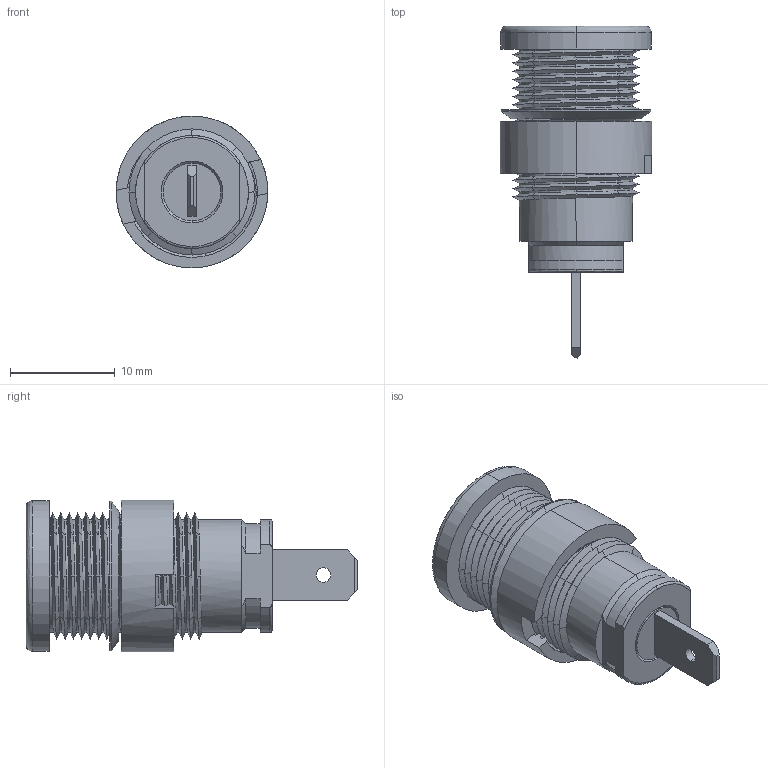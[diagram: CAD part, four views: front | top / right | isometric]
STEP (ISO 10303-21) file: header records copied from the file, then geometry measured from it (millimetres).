
FILE_DESCRIPTION (( 'STEP AP214' ), '1' );
FILE_NAME ('User Library-Banana Plug 4mm Red CT2238.STEP', '2023-11-28T13:57:13', ( '' ), ( '' ), 'SwSTEP 2.0', 'SolidWorks 2022', '' );
FILE_SCHEMA (( 'AUTOMOTIVE_DESIGN' ));
Length unit declared in the file: millimetre
Products named in the file (5): User Library-Stor banan_Stor banan mutter; User Library-Stor banan_Stor banan koppar; User Library-Banana Plug 4mm Red CT2238; User Library-Stor banan_Stor banan; User Library-Stor banan_Stor banan bricka
Assembly tree (4 placements, depth 2):
  User Library-Banana Plug 4mm Red CT2238
    User Library-Stor banan_Stor banan bricka
    User Library-Stor banan_Stor banan mutter
    User Library-Stor banan_Stor banan
    User Library-Stor banan_Stor banan koppar
Bounding box: 14.5 x 31.7 x 14.5 mm (x, y, z)
Volume: 1592.5 mm3; surface area: 4396.8 mm2
Topology: 4 solids, 4 shells, 544 faces, 1305 edges, 775 vertices
Faces by surface type: bspline 408, cylinder 88, plane 37, cone 9, torus 2
Entity records: 23406 total; most frequent: CARTESIAN_POINT 7459, ORIENTED_EDGE 2610, DIRECTION 1419, EDGE_CURVE 1305, VERTEX_POINT 775, EDGE_LOOP 558, UNCERTAINTY_MEASURE_WITH_UNIT 557, MECHANICAL_DESIGN_GEOMETRIC_PRESENTATION_REPRESENTATION 552
